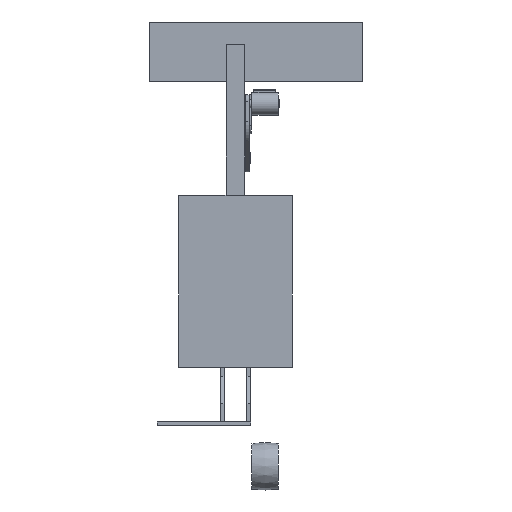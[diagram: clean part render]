
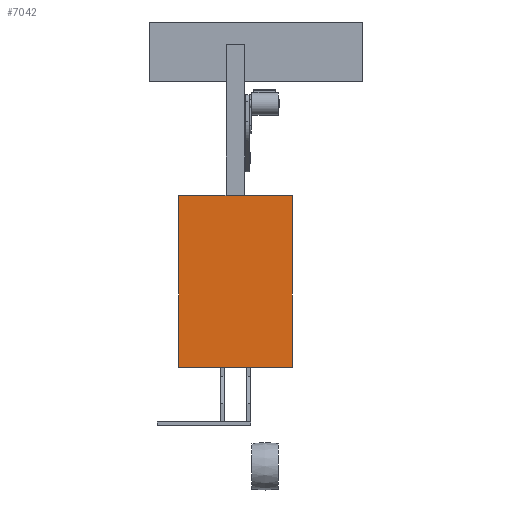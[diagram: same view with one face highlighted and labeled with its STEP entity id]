
A CAD part, front view. The second image highlights one B-rep face of the part: STEP entity #7042.
In plain terms, the highlighted planar face has unit normal (0, -1, 0).
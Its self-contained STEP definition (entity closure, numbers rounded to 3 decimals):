
#553=PLANE('',#7853);
#987=FACE_OUTER_BOUND('',#1578,.T.);
#1578=EDGE_LOOP('',(#6395,#6396,#6397,#6398));
#2159=LINE('',#11877,#2766);
#2162=LINE('',#11883,#2769);
#2165=LINE('',#11889,#2772);
#2168=LINE('',#11893,#2775);
#2766=VECTOR('',#9872,10.);
#2769=VECTOR('',#9877,10.);
#2772=VECTOR('',#9882,10.);
#2775=VECTOR('',#9887,10.);
#3700=VERTEX_POINT('',#11874);
#3701=VERTEX_POINT('',#11876);
#3703=VERTEX_POINT('',#11882);
#3705=VERTEX_POINT('',#11888);
#4599=EDGE_CURVE('',#3701,#3700,#2159,.T.);
#4602=EDGE_CURVE('',#3703,#3701,#2162,.T.);
#4605=EDGE_CURVE('',#3705,#3703,#2165,.T.);
#4608=EDGE_CURVE('',#3700,#3705,#2168,.T.);
#6395=ORIENTED_EDGE('',*,*,#4608,.T.);
#6396=ORIENTED_EDGE('',*,*,#4605,.T.);
#6397=ORIENTED_EDGE('',*,*,#4602,.T.);
#6398=ORIENTED_EDGE('',*,*,#4599,.T.);
#7042=ADVANCED_FACE('',(#987),#553,.T.);
#7853=AXIS2_PLACEMENT_3D('',#11894,#9888,#9889);
#9872=DIRECTION('',(0.,0.,-1.));
#9877=DIRECTION('',(-1.,0.,0.));
#9882=DIRECTION('',(0.,0.,1.));
#9887=DIRECTION('',(1.,0.,0.));
#9888=DIRECTION('center_axis',(0.,-1.,0.));
#9889=DIRECTION('ref_axis',(0.,0.,-1.));
#11874=CARTESIAN_POINT('',(-100.,-273.,-400.));
#11876=CARTESIAN_POINT('',(-100.,-273.,-22.));
#11877=CARTESIAN_POINT('',(-100.,-273.,-400.));
#11882=CARTESIAN_POINT('',(150.,-273.,-22.));
#11883=CARTESIAN_POINT('',(50.,-273.,-22.));
#11888=CARTESIAN_POINT('',(150.,-273.,-400.));
#11889=CARTESIAN_POINT('',(150.,-273.,-400.));
#11893=CARTESIAN_POINT('',(50.,-273.,-400.));
#11894=CARTESIAN_POINT('Origin',(25.,-273.,-211.));
